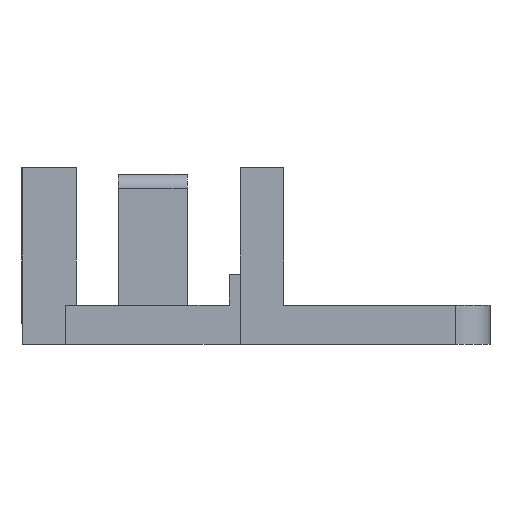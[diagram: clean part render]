
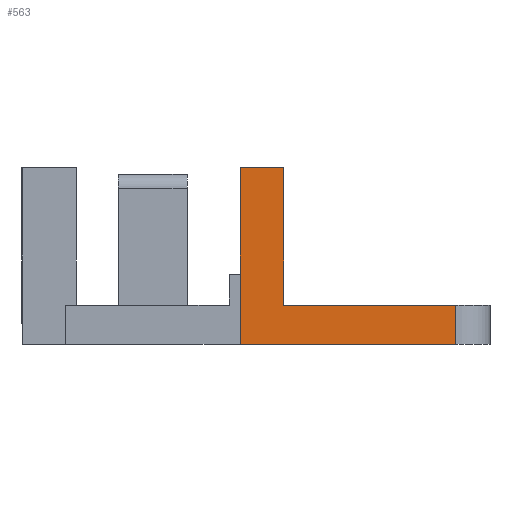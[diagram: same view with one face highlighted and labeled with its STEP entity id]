
A CAD part, left-side view. The second image highlights one B-rep face of the part: STEP entity #563.
In plain terms, the highlighted planar face has unit normal (-1, 0, 0).
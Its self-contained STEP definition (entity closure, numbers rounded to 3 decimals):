
#48 = ORIENTED_EDGE ( 'NONE', *, *, #2863, .F. ) ;
#85 = CARTESIAN_POINT ( 'NONE',  ( -46.7, -19., 25.7 ) ) ;
#98 = DIRECTION ( 'NONE',  ( 1., 0., 0. ) ) ;
#118 = EDGE_CURVE ( 'NONE', #2032, #441, #3293, .T. ) ;
#198 = VECTOR ( 'NONE', #2897, 1000. ) ;
#283 = VECTOR ( 'NONE', #2310, 1000. ) ;
#317 = CARTESIAN_POINT ( 'NONE',  ( -46.7, -44., 0. ) ) ;
#441 = VERTEX_POINT ( 'NONE', #1384 ) ;
#447 = DIRECTION ( 'NONE',  ( 0., 1., 0. ) ) ;
#480 = VECTOR ( 'NONE', #2259, 1000. ) ;
#563 = ADVANCED_FACE ( 'NONE', ( #2059 ), #2839, .F. ) ;
#564 = DIRECTION ( 'NONE',  ( 0., 0., -1. ) ) ;
#584 = LINE ( 'NONE', #1796, #198 ) ;
#653 = CARTESIAN_POINT ( 'NONE',  ( -46.7, -12.7, 0. ) ) ;
#719 = CARTESIAN_POINT ( 'NONE',  ( -46.7, -44., 5.7 ) ) ;
#728 = CARTESIAN_POINT ( 'NONE',  ( -46.7, -49., 5.7 ) ) ;
#739 = EDGE_CURVE ( 'NONE', #1589, #441, #1276, .T. ) ;
#844 = ORIENTED_EDGE ( 'NONE', *, *, #118, .F. ) ;
#896 = CARTESIAN_POINT ( 'NONE',  ( -46.7, -12.7, 25.7 ) ) ;
#1142 = EDGE_LOOP ( 'NONE', ( #2052, #2213, #1353, #844, #1152, #48 ) ) ;
#1152 = ORIENTED_EDGE ( 'NONE', *, *, #3281, .T. ) ;
#1154 = LINE ( 'NONE', #3061, #480 ) ;
#1255 = VERTEX_POINT ( 'NONE', #2109 ) ;
#1276 = LINE ( 'NONE', #728, #2147 ) ;
#1353 = ORIENTED_EDGE ( 'NONE', *, *, #739, .T. ) ;
#1384 = CARTESIAN_POINT ( 'NONE',  ( -46.7, -19., 5.7 ) ) ;
#1589 = VERTEX_POINT ( 'NONE', #719 ) ;
#1672 = LINE ( 'NONE', #2483, #2353 ) ;
#1796 = CARTESIAN_POINT ( 'NONE',  ( -46.7, -44., 0. ) ) ;
#1824 = EDGE_CURVE ( 'NONE', #2462, #1589, #584, .T. ) ;
#1887 = EDGE_CURVE ( 'NONE', #2462, #2178, #1154, .T. ) ;
#1952 = CARTESIAN_POINT ( 'NONE',  ( -46.7, -19., 25.7 ) ) ;
#2032 = VERTEX_POINT ( 'NONE', #1952 ) ;
#2052 = ORIENTED_EDGE ( 'NONE', *, *, #1887, .F. ) ;
#2059 = FACE_OUTER_BOUND ( 'NONE', #1142, .T. ) ;
#2109 = CARTESIAN_POINT ( 'NONE',  ( -46.7, -12.7, 25.7 ) ) ;
#2147 = VECTOR ( 'NONE', #447, 1000. ) ;
#2178 = VERTEX_POINT ( 'NONE', #653 ) ;
#2213 = ORIENTED_EDGE ( 'NONE', *, *, #1824, .T. ) ;
#2259 = DIRECTION ( 'NONE',  ( 0., 1., 0. ) ) ;
#2271 = CARTESIAN_POINT ( 'NONE',  ( -46.7, -12.7, 0. ) ) ;
#2310 = DIRECTION ( 'NONE',  ( 0., 1., 0. ) ) ;
#2353 = VECTOR ( 'NONE', #3260, 1000. ) ;
#2462 = VERTEX_POINT ( 'NONE', #317 ) ;
#2483 = CARTESIAN_POINT ( 'NONE',  ( -46.7, -12.7, 0. ) ) ;
#2523 = VECTOR ( 'NONE', #564, 1000. ) ;
#2839 = PLANE ( 'NONE',  #2992 ) ;
#2863 = EDGE_CURVE ( 'NONE', #2178, #1255, #1672, .T. ) ;
#2897 = DIRECTION ( 'NONE',  ( 0., 0., 1. ) ) ;
#2992 = AXIS2_PLACEMENT_3D ( 'NONE', #2271, #98, #3092 ) ;
#3061 = CARTESIAN_POINT ( 'NONE',  ( -46.7, -12.7, 0. ) ) ;
#3092 = DIRECTION ( 'NONE',  ( 0., 1., 0. ) ) ;
#3129 = LINE ( 'NONE', #896, #283 ) ;
#3260 = DIRECTION ( 'NONE',  ( 0., 0., 1. ) ) ;
#3281 = EDGE_CURVE ( 'NONE', #2032, #1255, #3129, .T. ) ;
#3293 = LINE ( 'NONE', #85, #2523 ) ;
